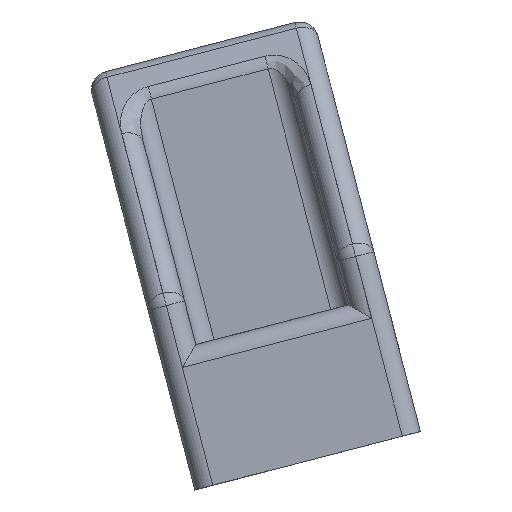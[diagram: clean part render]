
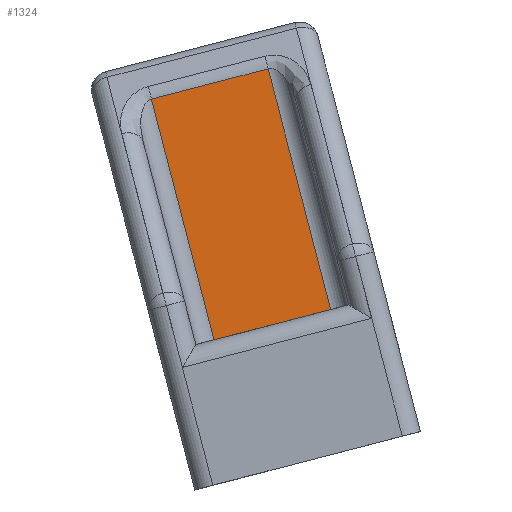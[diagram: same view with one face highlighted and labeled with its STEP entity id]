
A CAD part, left-side view. The second image highlights one B-rep face of the part: STEP entity #1324.
In plain terms, the highlighted planar face has unit normal (-1, 0, 0).
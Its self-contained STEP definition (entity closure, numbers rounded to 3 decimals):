
#42=PLANE('',#1507);
#77=LINE('',#2095,#175);
#121=LINE('',#2325,#219);
#154=LINE('',#2440,#252);
#156=LINE('',#2443,#254);
#175=VECTOR('',#1629,10.);
#219=VECTOR('',#1789,1000.);
#252=VECTOR('',#1924,1000.);
#254=VECTOR('',#1928,1000.);
#376=FACE_OUTER_BOUND('',#465,.T.);
#465=EDGE_LOOP('',(#1164,#1165,#1166,#1167));
#595=VERTEX_POINT('',#2087);
#597=VERTEX_POINT('',#2093);
#634=VERTEX_POINT('',#2322);
#635=VERTEX_POINT('',#2324);
#712=EDGE_CURVE('',#597,#595,#77,.T.);
#787=EDGE_CURVE('',#635,#634,#121,.T.);
#846=EDGE_CURVE('',#595,#634,#154,.T.);
#848=EDGE_CURVE('',#635,#597,#156,.T.);
#1164=ORIENTED_EDGE('',*,*,#712,.F.);
#1165=ORIENTED_EDGE('',*,*,#848,.F.);
#1166=ORIENTED_EDGE('',*,*,#787,.T.);
#1167=ORIENTED_EDGE('',*,*,#846,.F.);
#1324=ADVANCED_FACE('',(#376),#42,.T.);
#1507=AXIS2_PLACEMENT_3D('',#2442,#1926,#1927);
#1629=DIRECTION('',(0.,-1.,0.));
#1789=DIRECTION('',(0.,-1.,0.));
#1924=DIRECTION('',(0.,0.,-1.));
#1926=DIRECTION('center_axis',(-1.,0.,0.));
#1927=DIRECTION('ref_axis',(0.,-1.,0.));
#1928=DIRECTION('',(0.,0.,1.));
#2087=CARTESIAN_POINT('',(-37.4,-5.15,33.252));
#2093=CARTESIAN_POINT('',(-37.4,5.15,33.252));
#2095=CARTESIAN_POINT('',(-37.4,1.687,33.252));
#2322=CARTESIAN_POINT('',(-37.4,-5.15,12.));
#2324=CARTESIAN_POINT('',(-37.4,5.15,12.));
#2325=CARTESIAN_POINT('',(-37.4,6.75,12.));
#2440=CARTESIAN_POINT('',(-37.4,-5.15,0.));
#2442=CARTESIAN_POINT('Origin',(-37.4,6.75,0.));
#2443=CARTESIAN_POINT('',(-37.4,5.15,0.));
